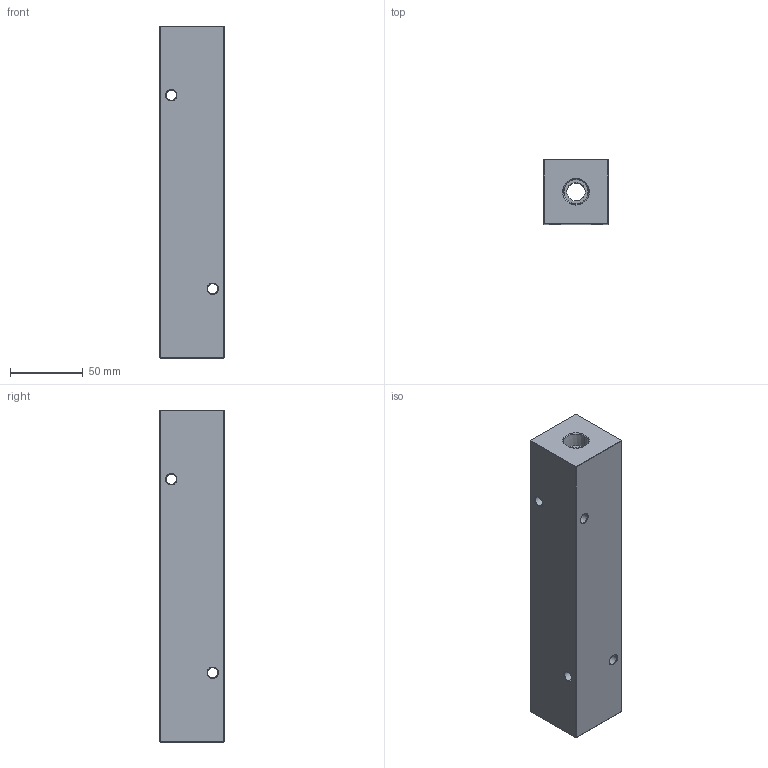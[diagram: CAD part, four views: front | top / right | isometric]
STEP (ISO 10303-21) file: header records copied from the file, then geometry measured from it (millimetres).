
FILE_DESCRIPTION (( 'STEP AP203' ), '1' );
FILE_NAME ('HM-5-90-P-6-6.STEP', '2020-10-30T13:14:49', ( '' ), ( '' ), 'SwSTEP 2.0', 'SolidWorks 2019', '' );
FILE_SCHEMA (( 'CONFIG_CONTROL_DESIGN' ));
Length unit declared in the file: inch
Products named in the file (1): HM-5-90-P-6-6
Bounding box: 44.45 x 44.45 x 228.6 mm (x, y, z)
Volume: 381367.9 mm3; surface area: 62999.5 mm2
Topology: 1 solids, 1 shells, 547 faces, 1431 edges, 930 vertices
Faces by surface type: plane 266, bspline 194, cone 44, cylinder 43
Entity records: 26688 total; most frequent: CARTESIAN_POINT 14425, ORIENTED_EDGE 2862, DIRECTION 1857, EDGE_CURVE 1431, VERTEX_POINT 930, LINE 845, VECTOR 845, EDGE_LOOP 625
